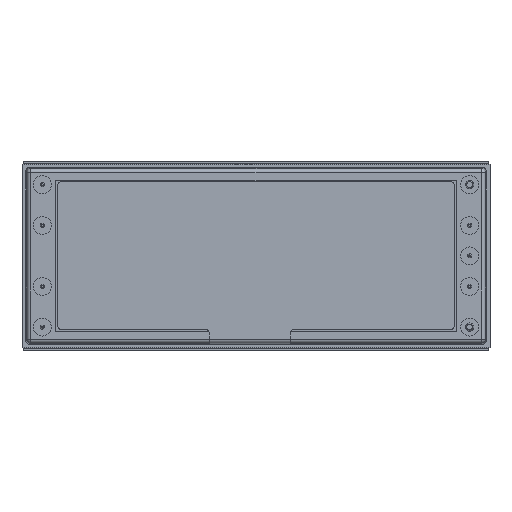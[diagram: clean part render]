
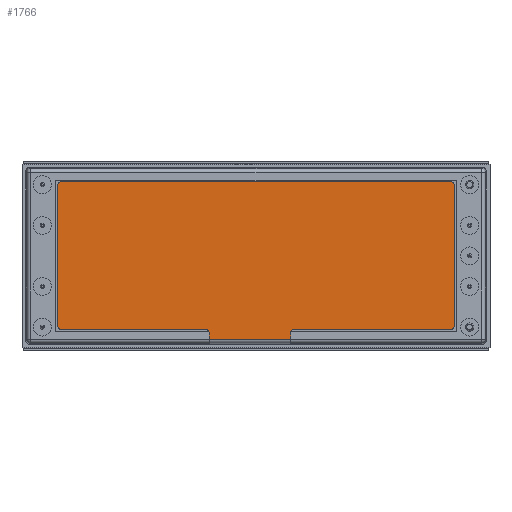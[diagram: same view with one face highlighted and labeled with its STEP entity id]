
A CAD part, top view. The second image highlights one B-rep face of the part: STEP entity #1766.
In plain terms, the highlighted planar face has unit normal (0, 0, 1).
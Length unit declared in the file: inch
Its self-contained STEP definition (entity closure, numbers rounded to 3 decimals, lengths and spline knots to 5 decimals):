
#1635 = ORIENTED_EDGE ( 'NONE', *, *, #1752, .T. ) ;
#1653 = VERTEX_POINT ( 'NONE', #7466 ) ;
#1670 = EDGE_CURVE ( 'NONE', #1686, #1690, #7500, .T. ) ;
#1678 = VERTEX_POINT ( 'NONE', #7529 ) ;
#1684 = EDGE_CURVE ( 'NONE', #1690, #1653, #7544, .T. ) ;
#1686 = VERTEX_POINT ( 'NONE', #7536 ) ;
#1690 = VERTEX_POINT ( 'NONE', #7517 ) ;
#1699 = VERTEX_POINT ( 'NONE', #7586 ) ;
#1703 = VERTEX_POINT ( 'NONE', #7616 ) ;
#1705 = EDGE_CURVE ( 'NONE', #1653, #1703, #7619, .T. ) ;
#1709 = VERTEX_POINT ( 'NONE', #7663 ) ;
#1712 = EDGE_CURVE ( 'NONE', #1728, #1745, #7672, .T. ) ;
#1718 = VERTEX_POINT ( 'NONE', #7683 ) ;
#1719 = VERTEX_POINT ( 'NONE', #7677 ) ;
#1725 = EDGE_CURVE ( 'NONE', #1745, #1678, #7678, .T. ) ;
#1728 = VERTEX_POINT ( 'NONE', #7716 ) ;
#1737 = EDGE_CURVE ( 'NONE', #1699, #1686, #7746, .T. ) ;
#1739 = EDGE_CURVE ( 'NONE', #1678, #1699, #7715, .T. ) ;
#1745 = VERTEX_POINT ( 'NONE', #7732 ) ;
#1752 = EDGE_CURVE ( 'NONE', #1767, #1728, #7760, .T. ) ;
#1754 = ORIENTED_EDGE ( 'NONE', *, *, #1670, .T. ) ;
#1756 = ORIENTED_EDGE ( 'NONE', *, *, #1712, .T. ) ;
#1757 = ORIENTED_EDGE ( 'NONE', *, *, #1725, .T. ) ;
#1759 = ORIENTED_EDGE ( 'NONE', *, *, #1739, .T. ) ;
#1761 = ORIENTED_EDGE ( 'NONE', *, *, #1737, .T. ) ;
#1763 = ORIENTED_EDGE ( 'NONE', *, *, #1684, .T. ) ;
#1764 = EDGE_CURVE ( 'NONE', #1703, #1709, #7802, .T. ) ;
#1765 = ORIENTED_EDGE ( 'NONE', *, *, #1705, .T. ) ;
#1766 = ADVANCED_FACE ( 'NONE', ( #7809 ), #7808, .T. ) ;
#1767 = VERTEX_POINT ( 'NONE', #7845 ) ;
#1768 = ORIENTED_EDGE ( 'NONE', *, *, #1783, .F. ) ;
#1769 = EDGE_CURVE ( 'NONE', #1718, #1719, #7796, .T. ) ;
#1770 = ORIENTED_EDGE ( 'NONE', *, *, #1769, .T. ) ;
#1771 = ORIENTED_EDGE ( 'NONE', *, *, #1792, .T. ) ;
#1772 = ORIENTED_EDGE ( 'NONE', *, *, #1781, .T. ) ;
#1773 = EDGE_CURVE ( 'NONE', #1789, #1767, #7841, .T. ) ;
#1774 = ORIENTED_EDGE ( 'NONE', *, *, #1773, .T. ) ;
#1776 = EDGE_LOOP ( 'NONE', ( #1768, #1770, #1772, #1771, #1774, #1635, #1756, #1757, #1759, #1761, #1754, #1763, #1765, #1829 ) ) ;
#1781 = EDGE_CURVE ( 'NONE', #1719, #1786, #7821, .T. ) ;
#1783 = EDGE_CURVE ( 'NONE', #1718, #1709, #7885, .T. ) ;
#1786 = VERTEX_POINT ( 'NONE', #7892 ) ;
#1789 = VERTEX_POINT ( 'NONE', #7917 ) ;
#1792 = EDGE_CURVE ( 'NONE', #1786, #1789, #7905, .T. ) ;
#1829 = ORIENTED_EDGE ( 'NONE', *, *, #1764, .T. ) ;
#7466 = CARTESIAN_POINT ( 'NONE',  ( -0.7916, -0.91407, 0.11188 ) ) ;
#7500 = CIRCLE ( 'NONE', #7525, 0.035 ) ;
#7502 = CARTESIAN_POINT ( 'NONE',  ( -2.2116, -0.87907, 0.11188 ) ) ;
#7517 = CARTESIAN_POINT ( 'NONE',  ( -2.2116, -0.91407, 0.11188 ) ) ;
#7523 = DIRECTION ( 'NONE',  ( -1., 0., 0. ) ) ;
#7524 = DIRECTION ( 'NONE',  ( 0., 0., 1. ) ) ;
#7525 = AXIS2_PLACEMENT_3D ( 'NONE', #7502, #7524, #7523 ) ;
#7529 = CARTESIAN_POINT ( 'NONE',  ( -2.2116, 0.53593, 0.11188 ) ) ;
#7536 = CARTESIAN_POINT ( 'NONE',  ( -2.2466, -0.87907, 0.11188 ) ) ;
#7540 = DIRECTION ( 'NONE',  ( 1., 0., 0. ) ) ;
#7541 = VECTOR ( 'NONE', #7540, 39.37008 ) ;
#7543 = CARTESIAN_POINT ( 'NONE',  ( -2.2116, -0.91407, 0.11188 ) ) ;
#7544 = LINE ( 'NONE', #7543, #7541 ) ;
#7586 = CARTESIAN_POINT ( 'NONE',  ( -2.2466, 0.50093, 0.11188 ) ) ;
#7604 = DIRECTION ( 'NONE',  ( 1., 0., 0. ) ) ;
#7605 = DIRECTION ( 'NONE',  ( 0., 0., -1. ) ) ;
#7613 = CARTESIAN_POINT ( 'NONE',  ( -0.7916, -0.94907, 0.11188 ) ) ;
#7616 = CARTESIAN_POINT ( 'NONE',  ( -0.7566, -0.94907, 0.11188 ) ) ;
#7619 = CIRCLE ( 'NONE', #7621, 0.035 ) ;
#7621 = AXIS2_PLACEMENT_3D ( 'NONE', #7613, #7605, #7604 ) ;
#7655 = DIRECTION ( 'NONE',  ( -1., 0., 0. ) ) ;
#7656 = DIRECTION ( 'NONE',  ( 0., 0., 1. ) ) ;
#7657 = AXIS2_PLACEMENT_3D ( 'NONE', #7668, #7656, #7655 ) ;
#7663 = CARTESIAN_POINT ( 'NONE',  ( -0.7566, -1.01069, 0.11188 ) ) ;
#7668 = CARTESIAN_POINT ( 'NONE',  ( 1.6184, 0.50093, 0.11188 ) ) ;
#7672 = CIRCLE ( 'NONE', #7657, 0.035 ) ;
#7677 = CARTESIAN_POINT ( 'NONE',  ( 0.0434, -0.94907, 0.11188 ) ) ;
#7678 = LINE ( 'NONE', #7719, #7718 ) ;
#7683 = CARTESIAN_POINT ( 'NONE',  ( 0.0434, -1.01069, 0.11188 ) ) ;
#7715 = CIRCLE ( 'NONE', #7740, 0.035 ) ;
#7716 = CARTESIAN_POINT ( 'NONE',  ( 1.6534, 0.50093, 0.11188 ) ) ;
#7717 = DIRECTION ( 'NONE',  ( -1., 0., 0. ) ) ;
#7718 = VECTOR ( 'NONE', #7717, 39.37008 ) ;
#7719 = CARTESIAN_POINT ( 'NONE',  ( -2.2116, 0.53593, 0.11188 ) ) ;
#7732 = CARTESIAN_POINT ( 'NONE',  ( 1.6184, 0.53593, 0.11188 ) ) ;
#7736 = DIRECTION ( 'NONE',  ( -1., 0., 0. ) ) ;
#7737 = DIRECTION ( 'NONE',  ( 0., 0., 1. ) ) ;
#7740 = AXIS2_PLACEMENT_3D ( 'NONE', #7741, #7737, #7736 ) ;
#7741 = CARTESIAN_POINT ( 'NONE',  ( -2.2116, 0.50093, 0.11188 ) ) ;
#7742 = DIRECTION ( 'NONE',  ( 0., -1., 0. ) ) ;
#7746 = LINE ( 'NONE', #7755, #7748 ) ;
#7748 = VECTOR ( 'NONE', #7742, 39.37008 ) ;
#7755 = CARTESIAN_POINT ( 'NONE',  ( -2.2466, -0.87907, 0.11188 ) ) ;
#7759 = CARTESIAN_POINT ( 'NONE',  ( 1.6534, -0.87907, 0.11188 ) ) ;
#7760 = LINE ( 'NONE', #7759, #7811 ) ;
#7761 = AXIS2_PLACEMENT_3D ( 'NONE', #7844, #7843, #7842 ) ;
#7795 = CARTESIAN_POINT ( 'NONE',  ( 0.0434, -1.27907, 0.11188 ) ) ;
#7796 = LINE ( 'NONE', #7795, #7839 ) ;
#7797 = DIRECTION ( 'NONE',  ( 0., -1., 0. ) ) ;
#7798 = VECTOR ( 'NONE', #7797, 39.37008 ) ;
#7801 = CARTESIAN_POINT ( 'NONE',  ( -0.7566, -0.94907, 0.11188 ) ) ;
#7802 = LINE ( 'NONE', #7801, #7798 ) ;
#7808 = PLANE ( 'NONE',  #7761 ) ;
#7809 = FACE_OUTER_BOUND ( 'NONE', #1776, .T. ) ;
#7810 = DIRECTION ( 'NONE',  ( 0., 1., 0. ) ) ;
#7811 = VECTOR ( 'NONE', #7810, 39.37008 ) ;
#7821 = CIRCLE ( 'NONE', #7846, 0.035 ) ;
#7827 = DIRECTION ( 'NONE',  ( -1., 0., 0. ) ) ;
#7831 = DIRECTION ( 'NONE',  ( 1., 0., 0. ) ) ;
#7832 = DIRECTION ( 'NONE',  ( 0., 0., 1. ) ) ;
#7833 = CARTESIAN_POINT ( 'NONE',  ( 1.6184, -0.87907, 0.11188 ) ) ;
#7837 = AXIS2_PLACEMENT_3D ( 'NONE', #7833, #7832, #7831 ) ;
#7838 = DIRECTION ( 'NONE',  ( 0., 1., 0. ) ) ;
#7839 = VECTOR ( 'NONE', #7838, 39.37008 ) ;
#7841 = CIRCLE ( 'NONE', #7837, 0.035 ) ;
#7842 = DIRECTION ( 'NONE',  ( 1., 0., 0. ) ) ;
#7843 = DIRECTION ( 'NONE',  ( 0., 0., 1. ) ) ;
#7844 = CARTESIAN_POINT ( 'NONE',  ( 1.6184, -0.87907, 0.11188 ) ) ;
#7845 = CARTESIAN_POINT ( 'NONE',  ( 1.6534, -0.87907, 0.11188 ) ) ;
#7846 = AXIS2_PLACEMENT_3D ( 'NONE', #7855, #7853, #7827 ) ;
#7853 = DIRECTION ( 'NONE',  ( 0., 0., -1. ) ) ;
#7855 = CARTESIAN_POINT ( 'NONE',  ( 0.0784, -0.94907, 0.11188 ) ) ;
#7882 = DIRECTION ( 'NONE',  ( -1., 0., 0. ) ) ;
#7883 = VECTOR ( 'NONE', #7882, 39.37008 ) ;
#7884 = CARTESIAN_POINT ( 'NONE',  ( 1.6184, -1.01069, 0.11188 ) ) ;
#7885 = LINE ( 'NONE', #7884, #7883 ) ;
#7892 = CARTESIAN_POINT ( 'NONE',  ( 0.0784, -0.91407, 0.11188 ) ) ;
#7902 = DIRECTION ( 'NONE',  ( 1., 0., 0. ) ) ;
#7903 = VECTOR ( 'NONE', #7902, 39.37008 ) ;
#7904 = CARTESIAN_POINT ( 'NONE',  ( 0.0784, -0.91407, 0.11188 ) ) ;
#7905 = LINE ( 'NONE', #7904, #7903 ) ;
#7917 = CARTESIAN_POINT ( 'NONE',  ( 1.6184, -0.91407, 0.11188 ) ) ;
